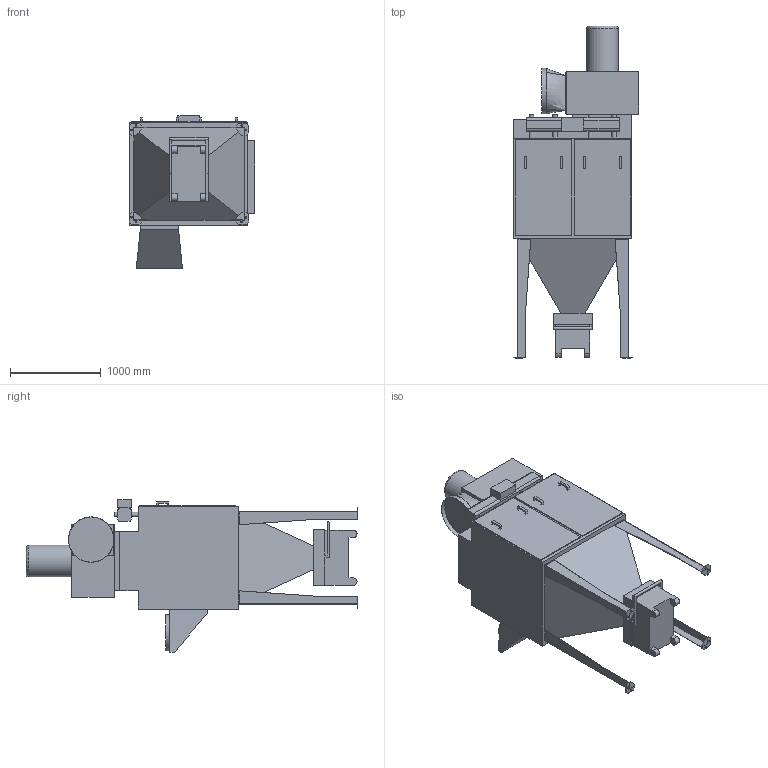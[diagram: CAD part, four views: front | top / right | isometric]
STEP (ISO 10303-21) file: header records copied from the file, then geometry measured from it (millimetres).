
FILE_DESCRIPTION(/* description */ ('MCP - 4-16SL (Standard, Std Filter load)'),/* implementation_level */ '2;1');
FILE_NAME(/* name */ '73001607.stp',/* time_stamp */ '2023-11-17T09:51:48+01:00',/* author */ ('ludud'),/* organization */ (''),/* preprocessor_version */ 'ST-DEVELOPER v18.1',/* originating_system */ 'Autodesk Inventor 2022',/* authorisation */ '');
FILE_SCHEMA (('AUTOMOTIVE_DESIGN { 1 0 10303 214 3 1 1 }'));
Length unit declared in the file: millimetre
Products named in the file (1): MCP_4_16SL_SS
Bounding box: 1381.5 x 3655 x 1678 mm (x, y, z)
Volume: 2791781765.2 mm3; surface area: 19678426.8 mm2
Topology: 2 solids, 2 shells, 259 faces, 704 edges, 465 vertices
Faces by surface type: plane 224, cylinder 30, bspline 4, torus 1
Full cylindrical faces by diameter (mm): 16 x8, 30 x1, 50 x8, 350 x1, 396 x1, 400 x1, 498.6 x1, 500 x1
Entity records: 8463 total; most frequent: CARTESIAN_POINT 1569, ORIENTED_EDGE 1408, DIRECTION 1285, EDGE_CURVE 704, LINE 635, VECTOR 635, VERTEX_POINT 464, AXIS2_PLACEMENT_3D 325
